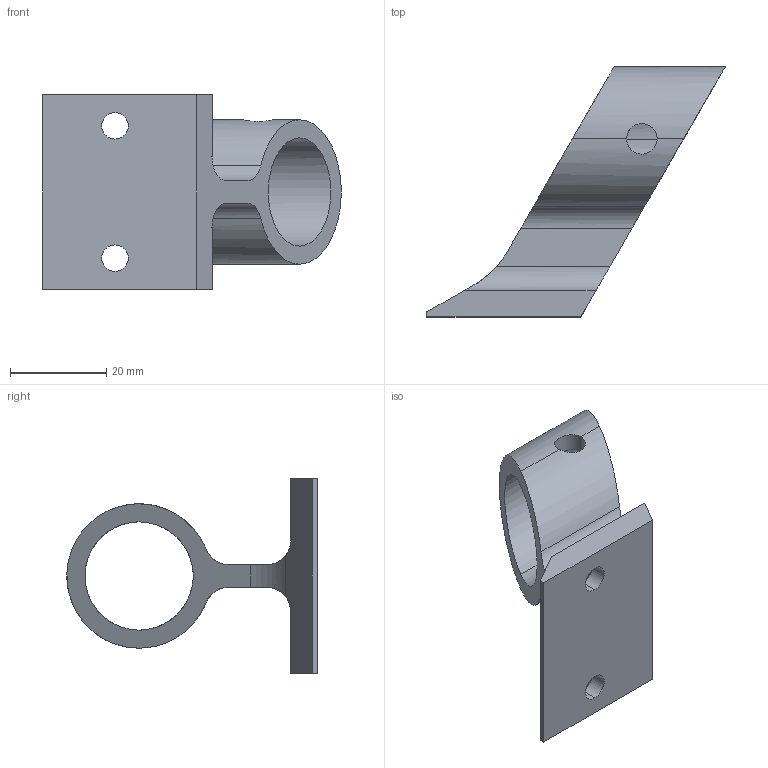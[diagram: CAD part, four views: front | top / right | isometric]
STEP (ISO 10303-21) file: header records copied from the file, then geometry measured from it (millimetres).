
FILE_DESCRIPTION (( 'STEP AP203' ), '1' );
FILE_NAME ('sone3D.STEP', '2014-07-23T01:03:27', ( '' ), ( '' ), 'SwSTEP 2.0', 'SolidWorks 2012', '' );
FILE_SCHEMA (( 'CONFIG_CONTROL_DESIGN' ));
Length unit declared in the file: millimetre
Products named in the file (1): sone3D
Bounding box: 62.01 x 51.99 x 40.5 mm (x, y, z)
Volume: 15688.7 mm3; surface area: 8621.1 mm2
Topology: 1 solids, 1 shells, 31 faces, 85 edges, 54 vertices
Faces by surface type: cylinder 16, plane 11, cone 4
Entity records: 1196 total; most frequent: CARTESIAN_POINT 371, ORIENTED_EDGE 170, DIRECTION 139, EDGE_CURVE 85, VERTEX_POINT 54, LINE 47, VECTOR 47, AXIS2_PLACEMENT_3D 46
